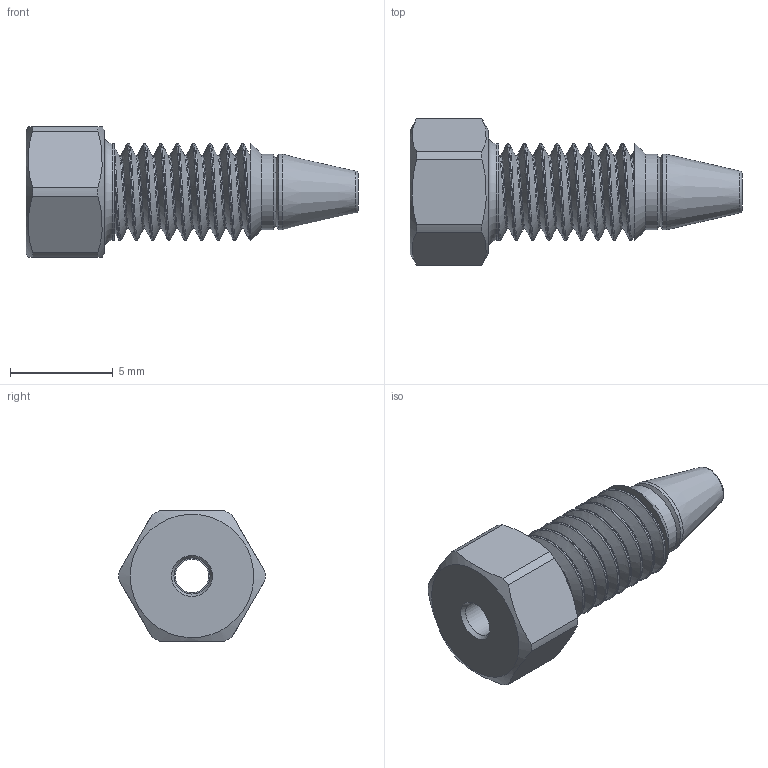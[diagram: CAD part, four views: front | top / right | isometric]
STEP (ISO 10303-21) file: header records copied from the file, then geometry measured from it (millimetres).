
FILE_DESCRIPTION((''),'2;1');
FILE_NAME('622310 ZNF1PKG No twist one-piece fitting.stp','2013-08-20T12:40:40',('Franzp'),(''),'Autodesk Inventor 2013','Autodesk Inventor 2013','');
FILE_SCHEMA(('AUTOMOTIVE_DESIGN { 1 0 10303 214 1 1 1 1 }'));
Length unit declared in the file: millimetre
Products named in the file (3): 622310; 313122; 313126
Assembly tree (2 placements, depth 2):
  622310
    313122
    313126
Bounding box: 16.13 x 7.1 x 6.35 mm (x, y, z)
Volume: 232.5 mm3; surface area: 648.7 mm2
Topology: 3 solids, 3 shells, 53 faces, 115 edges, 75 vertices
Faces by surface type: plane 19, cylinder 18, cone 7, bspline 6, torus 3
Full cylindrical faces by diameter (mm): 1.63 x1, 1.75 x1, 2.667 x1, 2.794 x1, 2.87 x1, 2.997 x1, 3.523 x2, 3.683 x2, 4.7 x1
Entity records: 4534 total; most frequent: CARTESIAN_POINT 3442, DIRECTION 208, ORIENTED_EDGE 178, AXIS2_PLACEMENT_3D 98, EDGE_CURVE 89, EDGE_LOOP 87, VERTEX_POINT 70, FACE_OUTER_BOUND 53
